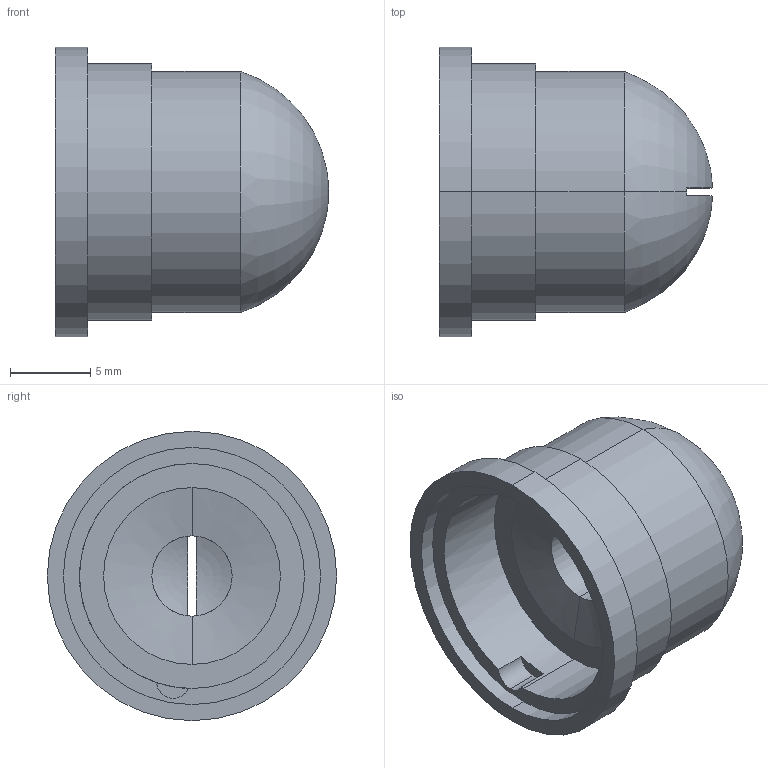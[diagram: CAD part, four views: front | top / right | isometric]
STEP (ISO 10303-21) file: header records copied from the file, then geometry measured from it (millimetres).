
FILE_DESCRIPTION (( 'STEP AP203' ), '1' );
FILE_NAME ('derniere buse.STEP', '2020-01-11T17:24:03', ( '' ), ( '' ), 'SwSTEP 2.0', 'SolidWorks 2018', '' );
FILE_SCHEMA (( 'CONFIG_CONTROL_DESIGN' ));
Length unit declared in the file: millimetre
Products named in the file (1): derniere buse
Bounding box: 17 x 18 x 18 mm (x, y, z)
Volume: 1748.6 mm3; surface area: 1587.3 mm2
Topology: 1 solids, 1 shells, 30 faces, 71 edges, 46 vertices
Faces by surface type: cylinder 14, plane 10, torus 4, cone 2
Entity records: 1007 total; most frequent: CARTESIAN_POINT 200, DIRECTION 169, ORIENTED_EDGE 142, AXIS2_PLACEMENT_3D 72, EDGE_CURVE 71, VERTEX_POINT 46, CIRCLE 41, EDGE_LOOP 35
